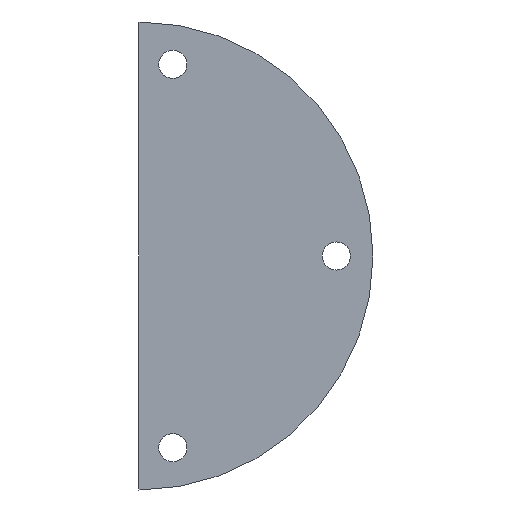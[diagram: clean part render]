
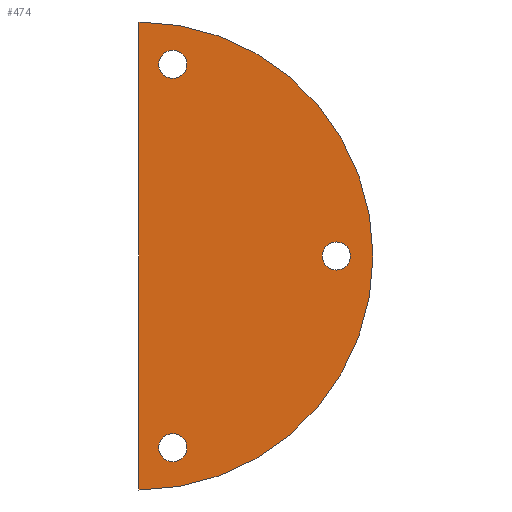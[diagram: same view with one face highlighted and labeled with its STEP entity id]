
A CAD part, front view. The second image highlights one B-rep face of the part: STEP entity #474.
In plain terms, the highlighted planar face has unit normal (0, -1, 0).
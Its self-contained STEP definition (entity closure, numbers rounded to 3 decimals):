
#25=FACE_BOUND('',#101,.T.);
#26=FACE_BOUND('',#102,.T.);
#27=FACE_BOUND('',#103,.T.);
#42=PLANE('',#541);
#69=FACE_OUTER_BOUND('',#100,.T.);
#100=EDGE_LOOP('',(#429,#430));
#101=EDGE_LOOP('',(#431));
#102=EDGE_LOOP('',(#432));
#103=EDGE_LOOP('',(#433));
#145=LINE('',#836,#187);
#187=VECTOR('',#677,10.);
#198=CIRCLE('',#533,2.5);
#199=CIRCLE('',#535,2.5);
#200=CIRCLE('',#537,2.5);
#201=CIRCLE('',#539,41.5);
#237=VERTEX_POINT('',#818);
#238=VERTEX_POINT('',#822);
#239=VERTEX_POINT('',#826);
#240=VERTEX_POINT('',#830);
#241=VERTEX_POINT('',#831);
#297=EDGE_CURVE('',#237,#237,#198,.T.);
#299=EDGE_CURVE('',#238,#238,#199,.T.);
#301=EDGE_CURVE('',#239,#239,#200,.T.);
#302=EDGE_CURVE('',#240,#241,#201,.T.);
#305=EDGE_CURVE('',#241,#240,#145,.T.);
#429=ORIENTED_EDGE('',*,*,#305,.F.);
#430=ORIENTED_EDGE('',*,*,#302,.F.);
#431=ORIENTED_EDGE('',*,*,#301,.F.);
#432=ORIENTED_EDGE('',*,*,#299,.F.);
#433=ORIENTED_EDGE('',*,*,#297,.F.);
#474=ADVANCED_FACE('',(#69,#25,#26,#27),#42,.F.);
#533=AXIS2_PLACEMENT_3D('',#820,#657,#658);
#535=AXIS2_PLACEMENT_3D('',#824,#662,#663);
#537=AXIS2_PLACEMENT_3D('',#828,#667,#668);
#539=AXIS2_PLACEMENT_3D('',#832,#671,#672);
#541=AXIS2_PLACEMENT_3D('',#837,#678,#679);
#657=DIRECTION('center_axis',(0.,-1.,0.));
#658=DIRECTION('ref_axis',(1.,0.,0.));
#662=DIRECTION('center_axis',(0.,-1.,0.));
#663=DIRECTION('ref_axis',(1.,0.,0.));
#667=DIRECTION('center_axis',(0.,-1.,0.));
#668=DIRECTION('ref_axis',(1.,0.,0.));
#671=DIRECTION('center_axis',(0.,1.,0.));
#672=DIRECTION('ref_axis',(0.,0.,1.));
#677=DIRECTION('',(0.,0.,1.));
#678=DIRECTION('center_axis',(0.,1.,0.));
#679=DIRECTION('ref_axis',(0.,0.,1.));
#818=CARTESIAN_POINT('',(3.5,0.,-34.));
#820=CARTESIAN_POINT('Origin',(6.,0.,-34.));
#822=CARTESIAN_POINT('',(32.5,0.,0.));
#824=CARTESIAN_POINT('Origin',(35.,0.,0.));
#826=CARTESIAN_POINT('',(3.5,0.,34.));
#828=CARTESIAN_POINT('Origin',(6.,0.,34.));
#830=CARTESIAN_POINT('',(0.,0.,41.5));
#831=CARTESIAN_POINT('',(0.,0.,-41.5));
#832=CARTESIAN_POINT('Origin',(0.,0.,0.));
#836=CARTESIAN_POINT('',(0.,0.,-41.5));
#837=CARTESIAN_POINT('Origin',(20.75,0.,0.));
